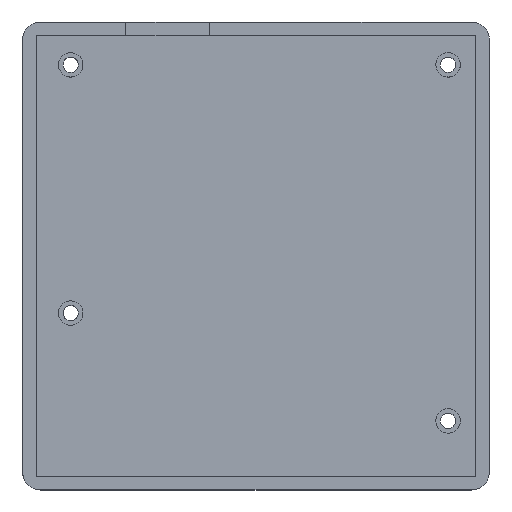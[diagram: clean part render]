
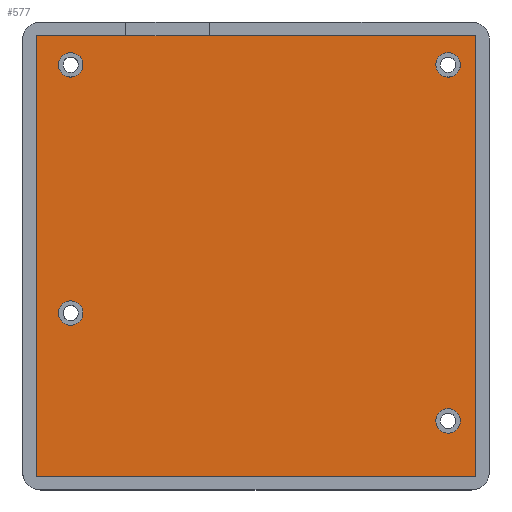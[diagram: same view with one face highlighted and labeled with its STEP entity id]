
A CAD part, top view. The second image highlights one B-rep face of the part: STEP entity #577.
In plain terms, the highlighted planar face has unit normal (0, 0, 1).
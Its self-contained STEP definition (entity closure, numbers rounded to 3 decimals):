
#32=LINE('',#950,#72);
#36=LINE('',#966,#76);
#37=LINE('',#969,#77);
#38=LINE('',#970,#78);
#72=VECTOR('',#763,1000.);
#76=VECTOR('',#777,1000.);
#77=VECTOR('',#778,1000.);
#78=VECTOR('',#779,1000.);
#95=PLANE('',#644);
#166=ORIENTED_EDGE('',*,*,#306,.F.);
#167=ORIENTED_EDGE('',*,*,#307,.F.);
#168=ORIENTED_EDGE('',*,*,#308,.F.);
#169=ORIENTED_EDGE('',*,*,#309,.F.);
#170=ORIENTED_EDGE('',*,*,#310,.T.);
#171=ORIENTED_EDGE('',*,*,#311,.T.);
#172=ORIENTED_EDGE('',*,*,#302,.F.);
#173=ORIENTED_EDGE('',*,*,#312,.F.);
#302=EDGE_CURVE('',#370,#371,#32,.T.);
#306=EDGE_CURVE('',#374,#374,#402,.T.);
#307=EDGE_CURVE('',#375,#375,#403,.T.);
#308=EDGE_CURVE('',#376,#376,#404,.T.);
#309=EDGE_CURVE('',#377,#377,#405,.T.);
#310=EDGE_CURVE('',#378,#379,#36,.T.);
#311=EDGE_CURVE('',#379,#371,#37,.T.);
#312=EDGE_CURVE('',#378,#370,#38,.T.);
#370=VERTEX_POINT('',#949);
#371=VERTEX_POINT('',#951);
#374=VERTEX_POINT('',#959);
#375=VERTEX_POINT('',#961);
#376=VERTEX_POINT('',#963);
#377=VERTEX_POINT('',#965);
#378=VERTEX_POINT('',#967);
#379=VERTEX_POINT('',#968);
#402=CIRCLE('',#645,2.7);
#403=CIRCLE('',#646,2.7);
#404=CIRCLE('',#647,2.7);
#405=CIRCLE('',#648,2.7);
#433=EDGE_LOOP('',(#166));
#434=EDGE_LOOP('',(#167));
#435=EDGE_LOOP('',(#168));
#436=EDGE_LOOP('',(#169));
#437=EDGE_LOOP('',(#170,#171,#172,#173));
#499=FACE_BOUND('',#433,.T.);
#500=FACE_BOUND('',#434,.T.);
#501=FACE_BOUND('',#435,.T.);
#502=FACE_BOUND('',#436,.T.);
#503=FACE_BOUND('',#437,.T.);
#577=ADVANCED_FACE('',(#499,#500,#501,#502,#503),#95,.T.);
#644=AXIS2_PLACEMENT_3D('',#957,#767,#768);
#645=AXIS2_PLACEMENT_3D('',#958,#769,#770);
#646=AXIS2_PLACEMENT_3D('',#960,#771,#772);
#647=AXIS2_PLACEMENT_3D('',#962,#773,#774);
#648=AXIS2_PLACEMENT_3D('',#964,#775,#776);
#763=DIRECTION('',(1.,0.,0.));
#767=DIRECTION('',(0.,0.,1.));
#768=DIRECTION('',(1.,0.,0.));
#769=DIRECTION('',(0.,0.,1.));
#770=DIRECTION('',(1.,0.,0.));
#771=DIRECTION('',(0.,0.,1.));
#772=DIRECTION('',(1.,0.,0.));
#773=DIRECTION('',(0.,0.,1.));
#774=DIRECTION('',(1.,0.,0.));
#775=DIRECTION('',(0.,0.,1.));
#776=DIRECTION('',(1.,0.,0.));
#777=DIRECTION('',(1.,0.,0.));
#778=DIRECTION('',(0.,1.,0.));
#779=DIRECTION('',(0.,1.,0.));
#949=CARTESIAN_POINT('',(-1.563,90.792,5.));
#950=CARTESIAN_POINT('',(47.012,90.792,5.));
#951=CARTESIAN_POINT('',(95.587,90.792,5.));
#957=CARTESIAN_POINT('',(47.012,42.117,5.));
#958=CARTESIAN_POINT('',(89.443,5.692,5.));
#959=CARTESIAN_POINT('',(92.143,5.692,5.));
#960=CARTESIAN_POINT('',(6.081,29.502,5.));
#961=CARTESIAN_POINT('',(8.781,29.502,5.));
#962=CARTESIAN_POINT('',(89.443,84.342,5.));
#963=CARTESIAN_POINT('',(92.143,84.342,5.));
#964=CARTESIAN_POINT('',(6.081,84.342,5.));
#965=CARTESIAN_POINT('',(8.781,84.342,5.));
#966=CARTESIAN_POINT('',(47.012,-6.558,5.));
#967=CARTESIAN_POINT('',(-1.563,-6.558,5.));
#968=CARTESIAN_POINT('',(95.587,-6.558,5.));
#969=CARTESIAN_POINT('',(95.587,42.117,5.));
#970=CARTESIAN_POINT('',(-1.563,42.117,5.));
